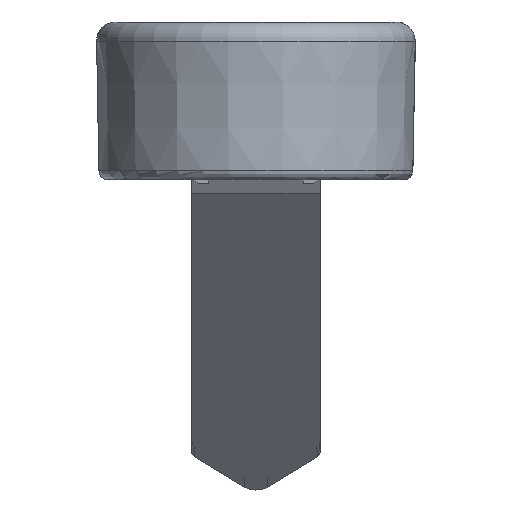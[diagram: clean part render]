
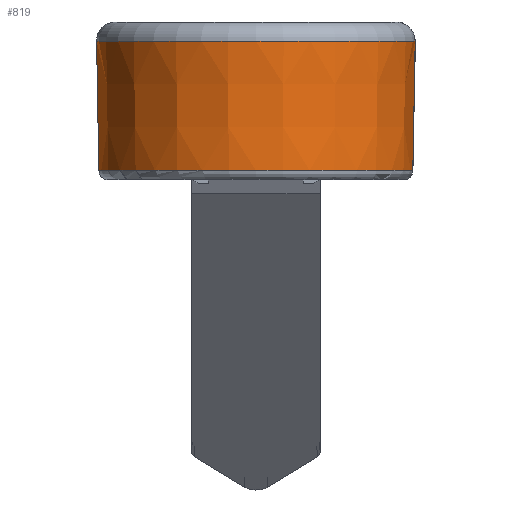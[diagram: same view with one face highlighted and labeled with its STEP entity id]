
A CAD part, front view. The second image highlights one B-rep face of the part: STEP entity #819.
In plain terms, the highlighted conical face has half-angle 1 degrees and reference radius 4.191 mm.
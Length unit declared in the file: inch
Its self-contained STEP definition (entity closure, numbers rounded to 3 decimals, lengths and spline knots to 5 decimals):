
#574=CONICAL_SURFACE('',#2617,0.165,1.);
#756=CIRCLE('',#2615,0.16737);
#757=CIRCLE('',#2616,0.165);
#819=ADVANCED_FACE('',(#980),#574,.T.);
#980=FACE_OUTER_BOUND('',#1097,.T.);
#1097=EDGE_LOOP('',(#1334,#1335,#1336,#1337));
#1334=ORIENTED_EDGE('',*,*,#2037,.T.);
#1335=ORIENTED_EDGE('',*,*,#2038,.T.);
#1336=ORIENTED_EDGE('',*,*,#2039,.T.);
#1337=ORIENTED_EDGE('',*,*,#2040,.T.);
#1848=VERTEX_POINT('',#3612);
#1849=VERTEX_POINT('',#3613);
#1850=VERTEX_POINT('',#3615);
#1851=VERTEX_POINT('',#3617);
#2037=EDGE_CURVE('',#1848,#1849,#2273,.T.);
#2038=EDGE_CURVE('',#1849,#1850,#756,.T.);
#2039=EDGE_CURVE('',#1850,#1851,#2274,.T.);
#2040=EDGE_CURVE('',#1851,#1848,#757,.T.);
#2273=LINE('',#3611,#2402);
#2274=LINE('',#3616,#2403);
#2402=VECTOR('',#2939,1.);
#2403=VECTOR('',#2942,1.);
#2615=AXIS2_PLACEMENT_3D('',#3614,#2940,#2941);
#2616=AXIS2_PLACEMENT_3D('',#3618,#2943,#2944);
#2617=AXIS2_PLACEMENT_3D('',#3619,#2945,#2946);
#2939=DIRECTION('',(0.017,0.,1.));
#2940=DIRECTION('',(0.,0.,-1.));
#2941=DIRECTION('',(-1.,0.,0.));
#2942=DIRECTION('',(0.017,0.,-1.));
#2943=DIRECTION('',(0.,0.,1.));
#2944=DIRECTION('',(1.,0.,0.));
#2945=DIRECTION('',(0.,0.,1.));
#2946=DIRECTION('',(1.,0.,0.));
#3611=CARTESIAN_POINT('',(0.122,-0.32,-9.45284));
#3612=CARTESIAN_POINT('',(0.287,-0.32,0.));
#3613=CARTESIAN_POINT('',(0.28937,-0.32,0.13565));
#3614=CARTESIAN_POINT('',(0.122,-0.32,0.13565));
#3615=CARTESIAN_POINT('',(-0.04537,-0.32,0.13565));
#3616=CARTESIAN_POINT('',(0.122,-0.32,-9.45284));
#3617=CARTESIAN_POINT('',(-0.043,-0.32,0.));
#3618=CARTESIAN_POINT('',(0.122,-0.32,0.));
#3619=CARTESIAN_POINT('',(0.122,-0.32,0.));
